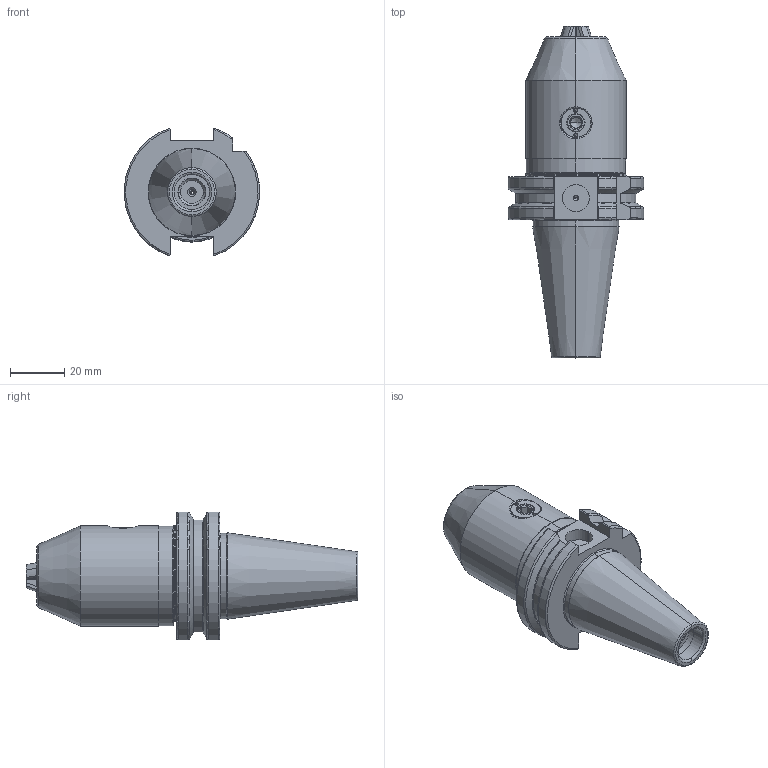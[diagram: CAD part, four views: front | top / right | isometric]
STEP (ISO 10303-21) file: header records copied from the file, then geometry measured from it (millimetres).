
FILE_DESCRIPTION (( 'STEP AP203' ), '1' );
FILE_NAME ('302.15.08-F09410A.STEP', '2017-04-10T10:01:59', ( '' ), ( '' ), 'SwSTEP 2.0', 'SolidWorks 2013', '' );
FILE_SCHEMA (( 'CONFIG_CONTROL_DESIGN' ));
Length unit declared in the file: millimetre
Products named in the file (13): 1331201-05B-; 1331201-06B; 1331201-08C; 12201-10305F; F09410-01A; SAC0003; 1331201-01E; KR02-9106; 1331201-0200E; 1331201F-; 1331201-03B; 302.15.08-F09410A; 1331201-04E
Assembly tree (14 placements, depth 3):
  302.15.08-F09410A
    F09410-01A
    1331201F-
      1331201-01E
      1331201-0200E
      1331201-03B
      1331201-04E
      1331201-05B-
      1331201-06B
      1331201-08C
      12201-10305F  x3
      SAC0003
      KR02-9106
Bounding box: 49.9 x 122.42 x 47.08 mm (x, y, z)
Volume: 87613.1 mm3; surface area: 39632.1 mm2
Topology: 13 solids, 13 shells, 633 faces, 1607 edges, 1005 vertices
Faces by surface type: plane 220, cone 151, cylinder 148, torus 103, bspline 11
Entity records: 22990 total; most frequent: CARTESIAN_POINT 7830, DIRECTION 2915, ORIENTED_EDGE 2902, EDGE_CURVE 1451, AXIS2_PLACEMENT_3D 1191, VERTEX_POINT 915, EDGE_LOOP 630, CIRCLE 603
